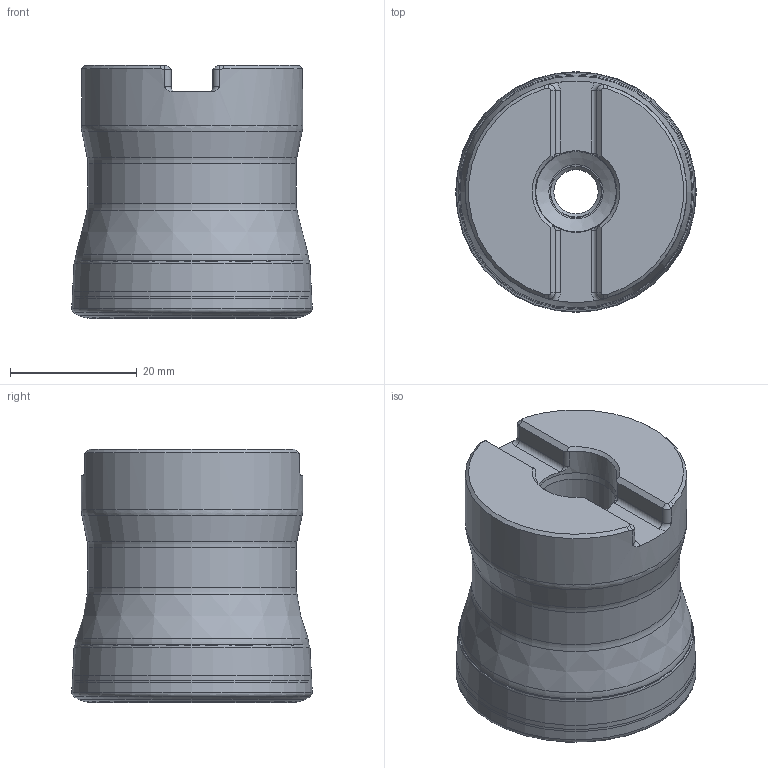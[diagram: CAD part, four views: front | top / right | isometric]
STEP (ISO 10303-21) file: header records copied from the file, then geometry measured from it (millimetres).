
FILE_DESCRIPTION(/* description */ (''),/* implementation_level */ '2;1');
FILE_NAME(/* name */ '202788625ndi000_00.stp',/* time_stamp */ '2020-01-13T11:22:20+01:00',/* author */ (''),/* organization */ (''),/* preprocessor_version */ 'ST-DEVELOPER v16.7',/* originating_system */ 'SIEMENS PLM Software NX 12.0',/* authorisation */ '');
FILE_SCHEMA (('AUTOMOTIVE_DESIGN { 1 0 10303 214 3 1 1 1 }'));
Length unit declared in the file: millimetre
Products named in the file (1): mp542CE050A618mt
Bounding box: 38.02 x 38.02 x 40 mm (x, y, z)
Volume: 37633.4 mm3; surface area: 10164.8 mm2
Topology: 2 solids, 2 shells, 116 faces, 267 edges, 154 vertices
Faces by surface type: revolution 34, cylinder 25, torus 20, plane 19, cone 18
Full cylindrical faces by diameter (mm): 7 x1, 11 x1, 12.705 x1, 12.9 x1, 32.902 x1, 35 x1, 36.902 x1
Entity records: 3256 total; most frequent: CARTESIAN_POINT 884, DIRECTION 486, ORIENTED_EDGE 390, AXIS2_PLACEMENT_3D 202, EDGE_CURVE 195, EDGE_LOOP 182, VERTEX_POINT 145, FACE_BOUND 132
